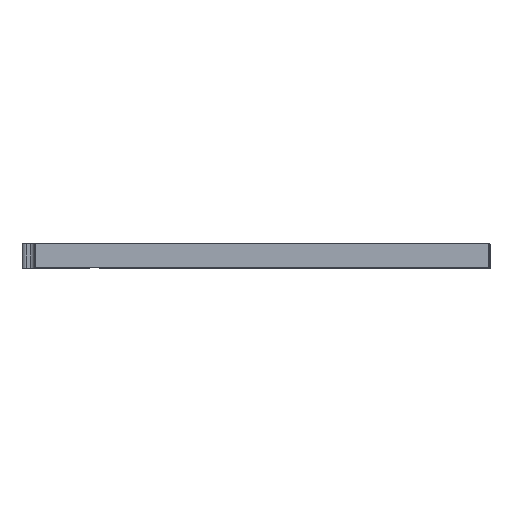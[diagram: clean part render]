
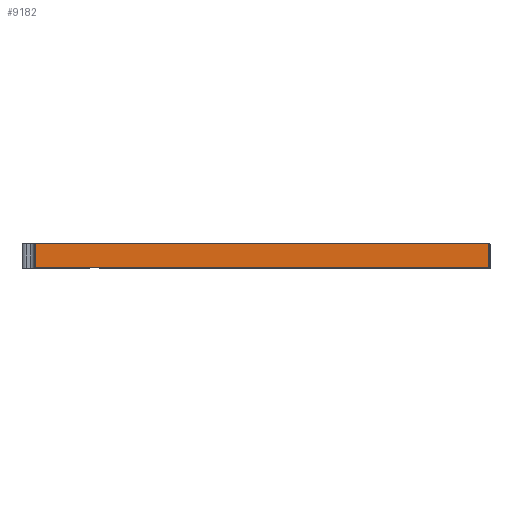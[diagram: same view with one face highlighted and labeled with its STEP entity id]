
A CAD part, top view. The second image highlights one B-rep face of the part: STEP entity #9182.
In plain terms, the highlighted planar face has unit normal (0, 0, 1).
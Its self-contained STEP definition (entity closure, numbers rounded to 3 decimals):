
#1212 = ORIENTED_EDGE ( 'NONE', *, *, #13328, .F. ) ;
#1538 = ORIENTED_EDGE ( 'NONE', *, *, #20674, .T. ) ;
#1995 = CARTESIAN_POINT ( 'NONE',  ( -0.5, -5.5, 0. ) ) ;
#2469 = CARTESIAN_POINT ( 'NONE',  ( -0.5, 4., 0. ) ) ;
#3155 = EDGE_LOOP ( 'NONE', ( #1212, #26222, #17030, #1538 ) ) ;
#4374 = EDGE_CURVE ( 'NONE', #17798, #12387, #16024, .T. ) ;
#4588 = DIRECTION ( 'NONE',  ( 0., 1., 0. ) ) ;
#5270 = CARTESIAN_POINT ( 'NONE',  ( -179.713, -5.5, 0. ) ) ;
#7620 = LINE ( 'NONE', #33081, #11308 ) ;
#9182 = ADVANCED_FACE ( 'NONE', ( #21220 ), #31443, .F. ) ;
#10347 = DIRECTION ( 'NONE',  ( 1., 0., 0. ) ) ;
#10512 = CARTESIAN_POINT ( 'NONE',  ( -180.213, 4., 0. ) ) ;
#11057 = CARTESIAN_POINT ( 'NONE',  ( -180.213, -5.5, 0. ) ) ;
#11308 = VECTOR ( 'NONE', #4588, 1000. ) ;
#12387 = VERTEX_POINT ( 'NONE', #2469 ) ;
#12967 = DIRECTION ( 'NONE',  ( 0., -1., 0. ) ) ;
#13328 = EDGE_CURVE ( 'NONE', #22595, #29840, #13734, .T. ) ;
#13734 = LINE ( 'NONE', #11057, #26479 ) ;
#14178 = DIRECTION ( 'NONE',  ( -1., 0., 0. ) ) ;
#14337 = DIRECTION ( 'NONE',  ( 0., 0., -1. ) ) ;
#14423 = AXIS2_PLACEMENT_3D ( 'NONE', #26415, #14337, #14178 ) ;
#16024 = LINE ( 'NONE', #10512, #28165 ) ;
#17030 = ORIENTED_EDGE ( 'NONE', *, *, #4374, .F. ) ;
#17643 = LINE ( 'NONE', #33064, #32286 ) ;
#17798 = VERTEX_POINT ( 'NONE', #27889 ) ;
#18965 = EDGE_CURVE ( 'NONE', #22595, #12387, #7620, .T. ) ;
#20674 = EDGE_CURVE ( 'NONE', #17798, #29840, #17643, .T. ) ;
#21220 = FACE_OUTER_BOUND ( 'NONE', #3155, .T. ) ;
#22595 = VERTEX_POINT ( 'NONE', #1995 ) ;
#23955 = DIRECTION ( 'NONE',  ( -1., 0., 0. ) ) ;
#26222 = ORIENTED_EDGE ( 'NONE', *, *, #18965, .T. ) ;
#26415 = CARTESIAN_POINT ( 'NONE',  ( -180.213, 4., 0. ) ) ;
#26479 = VECTOR ( 'NONE', #23955, 1000. ) ;
#27889 = CARTESIAN_POINT ( 'NONE',  ( -179.713, 4., 0. ) ) ;
#28165 = VECTOR ( 'NONE', #10347, 1000. ) ;
#29840 = VERTEX_POINT ( 'NONE', #5270 ) ;
#31443 = PLANE ( 'NONE',  #14423 ) ;
#32286 = VECTOR ( 'NONE', #12967, 1000. ) ;
#33064 = CARTESIAN_POINT ( 'NONE',  ( -179.713, 4., 0. ) ) ;
#33081 = CARTESIAN_POINT ( 'NONE',  ( -0.5, 4., 0. ) ) ;
